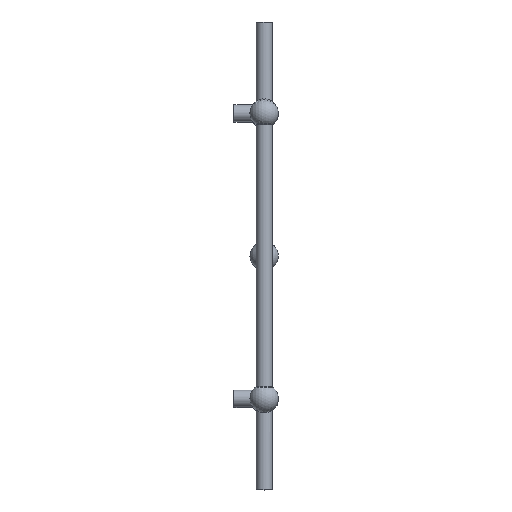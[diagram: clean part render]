
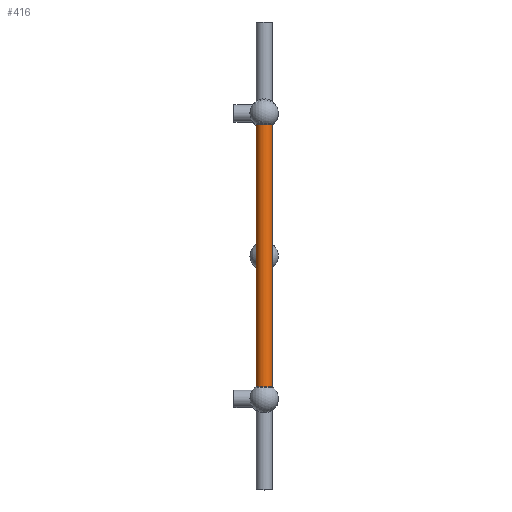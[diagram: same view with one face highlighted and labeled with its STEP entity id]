
A CAD part, top view. The second image highlights one B-rep face of the part: STEP entity #416.
In plain terms, the highlighted cylindrical face has radius 14 mm (diameter 28 mm), a full revolution.
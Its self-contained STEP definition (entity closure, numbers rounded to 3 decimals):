
#416 = ADVANCED_FACE( '', ( #843, #844 ), #845, .T. );
#843 = FACE_OUTER_BOUND( '', #1498, .T. );
#844 = FACE_OUTER_BOUND( '', #1499, .T. );
#845 = CYLINDRICAL_SURFACE( '', #1500, 14. );
#1498 = EDGE_LOOP( '', ( #2185 ) );
#1499 = EDGE_LOOP( '', ( #2186 ) );
#1500 = AXIS2_PLACEMENT_3D( '', #2187, #2188, #2189 );
#2185 = ORIENTED_EDGE( '', *, *, #2929, .T. );
#2186 = ORIENTED_EDGE( '', *, *, #2930, .F. );
#2187 = CARTESIAN_POINT( '', ( 0., -235., 0. ) );
#2188 = DIRECTION( '', ( 0., -1., 0. ) );
#2189 = DIRECTION( '', ( 0., 0., 1. ) );
#2929 = EDGE_CURVE( '', #3298, #3298, #3299, .T. );
#2930 = EDGE_CURVE( '', #3300, #3300, #3301, .T. );
#3298 = VERTEX_POINT( '', #4759 );
#3299 = CIRCLE( '', #4760, 14. );
#3300 = VERTEX_POINT( '', #4761 );
#3301 = CIRCLE( '', #4762, 14. );
#4759 = CARTESIAN_POINT( '', ( 14., -235., 0. ) );
#4760 = AXIS2_PLACEMENT_3D( '', #8724, #8725, #8726 );
#4761 = CARTESIAN_POINT( '', ( 14., 235., 0. ) );
#4762 = AXIS2_PLACEMENT_3D( '', #8727, #8728, #8729 );
#8724 = CARTESIAN_POINT( '', ( 0., -235., 0. ) );
#8725 = DIRECTION( '', ( 0., 1., 0. ) );
#8726 = DIRECTION( '', ( 1., 0., 0. ) );
#8727 = CARTESIAN_POINT( '', ( 0., 235., 0. ) );
#8728 = DIRECTION( '', ( 0., 1., 0. ) );
#8729 = DIRECTION( '', ( 1., 0., 0. ) );
